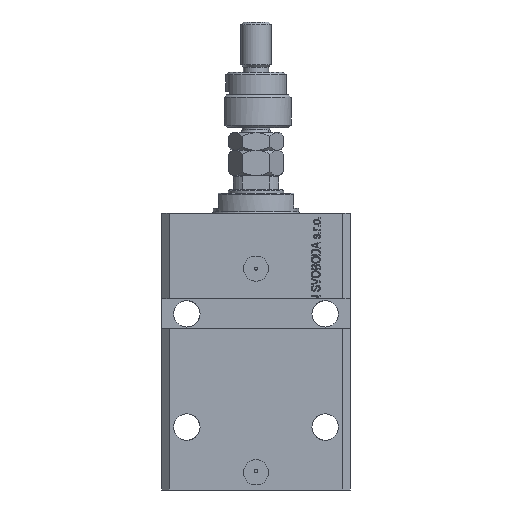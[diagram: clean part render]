
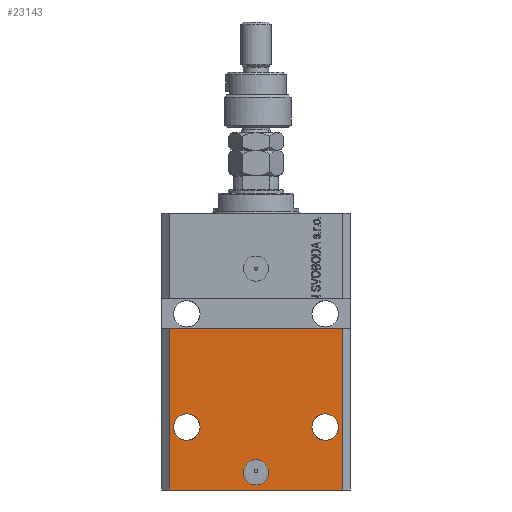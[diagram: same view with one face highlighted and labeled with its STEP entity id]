
A CAD part, front view. The second image highlights one B-rep face of the part: STEP entity #23143.
In plain terms, the highlighted planar face has unit normal (0, -1, 0).
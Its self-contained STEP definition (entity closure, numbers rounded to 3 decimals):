
#49 = CARTESIAN_POINT ( 'NONE',  ( 34.5, -27.5, -110. ) ) ;
#322 = CARTESIAN_POINT ( 'NONE',  ( -22.25, -27.5, -85. ) ) ;
#662 = EDGE_CURVE ( 'NONE', #26865, #11760, #20928, .T. ) ;
#2088 = VERTEX_POINT ( 'NONE', #12517 ) ;
#2366 = ORIENTED_EDGE ( 'NONE', *, *, #40502, .F. ) ;
#3565 = CARTESIAN_POINT ( 'NONE',  ( 34.5, -27.5, -46. ) ) ;
#3624 = EDGE_CURVE ( 'NONE', #27524, #42286, #49761, .T. ) ;
#3883 = LINE ( 'NONE', #49, #30221 ) ;
#4482 = DIRECTION ( 'NONE',  ( -1., 0., 0. ) ) ;
#5450 = DIRECTION ( 'NONE',  ( 1., 0., 0. ) ) ;
#7189 = CIRCLE ( 'NONE', #48984, 5.25 ) ;
#9044 = CARTESIAN_POINT ( 'NONE',  ( 27.5, -27.5, -85. ) ) ;
#9389 = CARTESIAN_POINT ( 'NONE',  ( -37.5, -27.5, -46. ) ) ;
#9468 = EDGE_CURVE ( 'NONE', #11760, #26865, #7189, .T. ) ;
#9484 = VERTEX_POINT ( 'NONE', #44690 ) ;
#10297 = EDGE_LOOP ( 'NONE', ( #32220, #48644 ) ) ;
#10552 = FACE_BOUND ( 'NONE', #10297, .T. ) ;
#11048 = DIRECTION ( 'NONE',  ( 0., -1., 0. ) ) ;
#11228 = EDGE_CURVE ( 'NONE', #42286, #37435, #3883, .T. ) ;
#11282 = DIRECTION ( 'NONE',  ( 0., -1., 0. ) ) ;
#11305 = DIRECTION ( 'NONE',  ( 0., 0., -1. ) ) ;
#11760 = VERTEX_POINT ( 'NONE', #22672 ) ;
#12344 = EDGE_CURVE ( 'NONE', #42146, #33824, #30260, .T. ) ;
#12517 = CARTESIAN_POINT ( 'NONE',  ( 5., -27.5, -103. ) ) ;
#12650 = CARTESIAN_POINT ( 'NONE',  ( 0., -27.5, -103. ) ) ;
#13227 = CIRCLE ( 'NONE', #49265, 5. ) ;
#14332 = ORIENTED_EDGE ( 'NONE', *, *, #46129, .F. ) ;
#15543 = DIRECTION ( 'NONE',  ( 0., -1., 0. ) ) ;
#17007 = DIRECTION ( 'NONE',  ( 0., -1., 0. ) ) ;
#17989 = CARTESIAN_POINT ( 'NONE',  ( -34.5, -27.5, -110. ) ) ;
#19846 = EDGE_CURVE ( 'NONE', #2088, #9484, #13227, .T. ) ;
#20129 = ORIENTED_EDGE ( 'NONE', *, *, #662, .F. ) ;
#20677 = LINE ( 'NONE', #9389, #41581 ) ;
#20847 = DIRECTION ( 'NONE',  ( -1., 0., 0. ) ) ;
#20928 = CIRCLE ( 'NONE', #34052, 5.25 ) ;
#21112 = DIRECTION ( 'NONE',  ( 0., -1., 0. ) ) ;
#22672 = CARTESIAN_POINT ( 'NONE',  ( -32.75, -27.5, -85. ) ) ;
#22811 = CARTESIAN_POINT ( 'NONE',  ( -34.5, -27.5, -110. ) ) ;
#23143 = ADVANCED_FACE ( 'NONE', ( #25925, #10552, #41574, #34134 ), #34634, .T. ) ;
#23626 = DIRECTION ( 'NONE',  ( 0., 0., 1. ) ) ;
#23869 = CARTESIAN_POINT ( 'NONE',  ( 34.5, -27.5, -110. ) ) ;
#23979 = CARTESIAN_POINT ( 'NONE',  ( -27.5, -27.5, -85. ) ) ;
#24152 = CARTESIAN_POINT ( 'NONE',  ( -34.5, -27.5, -110. ) ) ;
#24691 = CARTESIAN_POINT ( 'NONE',  ( -27.5, -27.5, -85. ) ) ;
#25925 = FACE_BOUND ( 'NONE', #40812, .T. ) ;
#26865 = VERTEX_POINT ( 'NONE', #322 ) ;
#27335 = CARTESIAN_POINT ( 'NONE',  ( -34.5, -27.5, -110. ) ) ;
#27524 = VERTEX_POINT ( 'NONE', #24152 ) ;
#28601 = AXIS2_PLACEMENT_3D ( 'NONE', #9044, #40570, #5450 ) ;
#30221 = VECTOR ( 'NONE', #23626, 1000. ) ;
#30260 = CIRCLE ( 'NONE', #41722, 5.25 ) ;
#30743 = VECTOR ( 'NONE', #50015, 1000. ) ;
#31271 = DIRECTION ( 'NONE',  ( 1., 0., 0. ) ) ;
#31528 = ORIENTED_EDGE ( 'NONE', *, *, #11228, .T. ) ;
#31692 = DIRECTION ( 'NONE',  ( 0., 0., 1. ) ) ;
#32220 = ORIENTED_EDGE ( 'NONE', *, *, #45143, .F. ) ;
#33633 = AXIS2_PLACEMENT_3D ( 'NONE', #12650, #21112, #39827 ) ;
#33824 = VERTEX_POINT ( 'NONE', #45360 ) ;
#34052 = AXIS2_PLACEMENT_3D ( 'NONE', #23979, #15543, #4482 ) ;
#34134 = FACE_OUTER_BOUND ( 'NONE', #42025, .T. ) ;
#34634 = PLANE ( 'NONE',  #46917 ) ;
#34821 = ORIENTED_EDGE ( 'NONE', *, *, #44694, .F. ) ;
#35136 = DIRECTION ( 'NONE',  ( 0., -1., 0. ) ) ;
#35814 = CARTESIAN_POINT ( 'NONE',  ( -34.5, -27.5, -46. ) ) ;
#36018 = ORIENTED_EDGE ( 'NONE', *, *, #3624, .T. ) ;
#37435 = VERTEX_POINT ( 'NONE', #3565 ) ;
#38737 = DIRECTION ( 'NONE',  ( 1., 0., 0. ) ) ;
#39827 = DIRECTION ( 'NONE',  ( 1., 0., 0. ) ) ;
#40477 = VERTEX_POINT ( 'NONE', #35814 ) ;
#40502 = EDGE_CURVE ( 'NONE', #40477, #37435, #20677, .T. ) ;
#40570 = DIRECTION ( 'NONE',  ( 0., -1., 0. ) ) ;
#40812 = EDGE_LOOP ( 'NONE', ( #46775, #14332 ) ) ;
#40910 = VECTOR ( 'NONE', #31692, 1000. ) ;
#41574 = FACE_BOUND ( 'NONE', #47256, .T. ) ;
#41581 = VECTOR ( 'NONE', #47857, 1000. ) ;
#41722 = AXIS2_PLACEMENT_3D ( 'NONE', #46663, #11282, #31271 ) ;
#42025 = EDGE_LOOP ( 'NONE', ( #2366, #34821, #36018, #31528 ) ) ;
#42146 = VERTEX_POINT ( 'NONE', #42864 ) ;
#42286 = VERTEX_POINT ( 'NONE', #23869 ) ;
#42864 = CARTESIAN_POINT ( 'NONE',  ( 22.25, -27.5, -85. ) ) ;
#44690 = CARTESIAN_POINT ( 'NONE',  ( -5., -27.5, -103. ) ) ;
#44694 = EDGE_CURVE ( 'NONE', #27524, #40477, #46843, .T. ) ;
#45143 = EDGE_CURVE ( 'NONE', #33824, #42146, #50730, .T. ) ;
#45360 = CARTESIAN_POINT ( 'NONE',  ( 32.75, -27.5, -85. ) ) ;
#46129 = EDGE_CURVE ( 'NONE', #9484, #2088, #48345, .T. ) ;
#46265 = ORIENTED_EDGE ( 'NONE', *, *, #9468, .F. ) ;
#46663 = CARTESIAN_POINT ( 'NONE',  ( 27.5, -27.5, -85. ) ) ;
#46775 = ORIENTED_EDGE ( 'NONE', *, *, #19846, .F. ) ;
#46843 = LINE ( 'NONE', #27335, #40910 ) ;
#46917 = AXIS2_PLACEMENT_3D ( 'NONE', #17989, #11048, #11305 ) ;
#47256 = EDGE_LOOP ( 'NONE', ( #20129, #46265 ) ) ;
#47857 = DIRECTION ( 'NONE',  ( 1., 0., 0. ) ) ;
#48345 = CIRCLE ( 'NONE', #33633, 5. ) ;
#48644 = ORIENTED_EDGE ( 'NONE', *, *, #12344, .F. ) ;
#48984 = AXIS2_PLACEMENT_3D ( 'NONE', #24691, #17007, #20847 ) ;
#49265 = AXIS2_PLACEMENT_3D ( 'NONE', #50277, #35136, #38737 ) ;
#49761 = LINE ( 'NONE', #22811, #30743 ) ;
#50015 = DIRECTION ( 'NONE',  ( 1., 0., 0. ) ) ;
#50277 = CARTESIAN_POINT ( 'NONE',  ( 0., -27.5, -103. ) ) ;
#50730 = CIRCLE ( 'NONE', #28601, 5.25 ) ;
